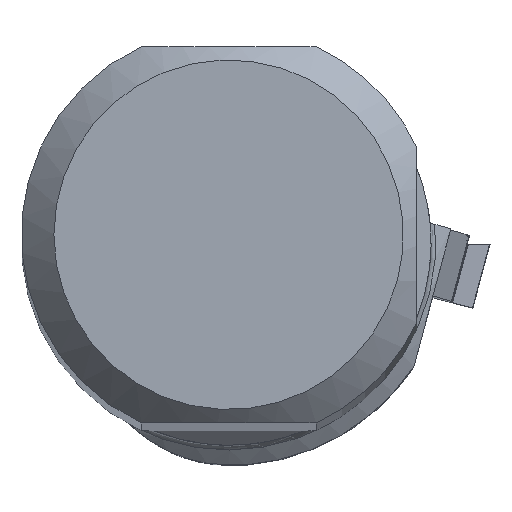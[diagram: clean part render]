
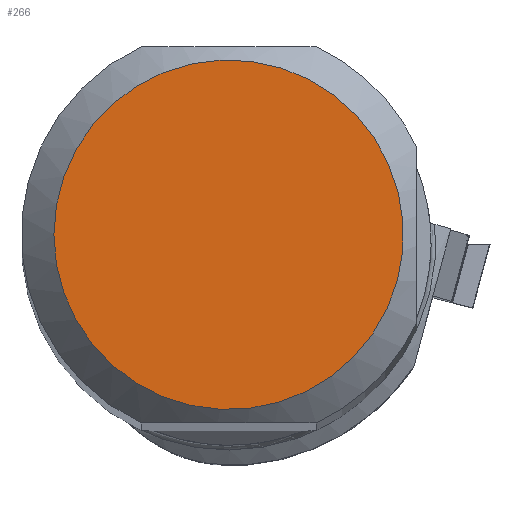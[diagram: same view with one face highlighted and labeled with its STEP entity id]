
A CAD part, top view. The second image highlights one B-rep face of the part: STEP entity #266.
In plain terms, the highlighted planar face has unit normal (0, 0, 1).
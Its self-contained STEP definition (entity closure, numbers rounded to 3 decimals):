
#199=CIRCLE('',#1859,10.691);
#266=ADVANCED_FACE('CU_SU_BP3',(#391),#320,.T.);
#320=PLANE('',#1860);
#391=FACE_OUTER_BOUND('',#479,.T.);
#479=EDGE_LOOP('',(#1126));
#1126=ORIENTED_EDGE('',*,*,#1600,.F.);
#1389=VERTEX_POINT('',#3026);
#1600=EDGE_CURVE('',#1389,#1389,#199,.T.);
#1859=AXIS2_PLACEMENT_3D('',#3025,#2267,#2268);
#1860=AXIS2_PLACEMENT_3D('',#3027,#2269,#2270);
#2267=DIRECTION('',(0.,0.,-1.));
#2268=DIRECTION('',(-1.,0.,0.));
#2269=DIRECTION('',(0.,0.,1.));
#2270=DIRECTION('',(-1.,0.,0.));
#3025=CARTESIAN_POINT('',(0.,0.,0.));
#3026=CARTESIAN_POINT('',(-10.691,0.,0.));
#3027=CARTESIAN_POINT('',(0.,0.,0.));
